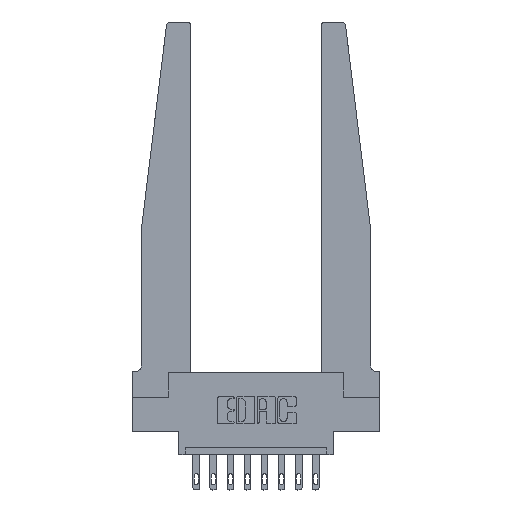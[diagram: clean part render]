
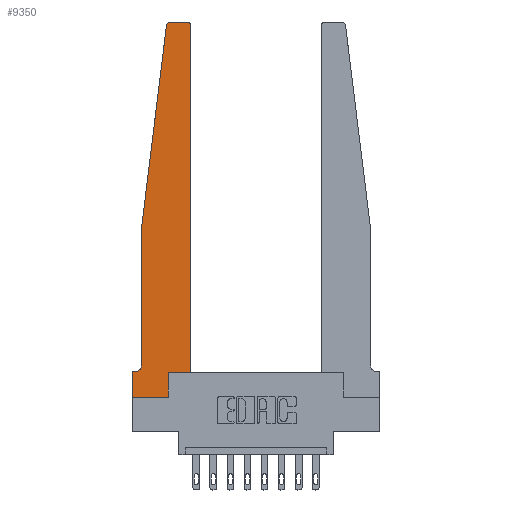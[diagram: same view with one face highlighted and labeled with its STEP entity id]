
A CAD part, top view. The second image highlights one B-rep face of the part: STEP entity #9350.
In plain terms, the highlighted planar face has unit normal (0, 0, 1).
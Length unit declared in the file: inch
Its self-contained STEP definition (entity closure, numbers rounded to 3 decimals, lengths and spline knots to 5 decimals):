
#70 = DIRECTION ( 'NONE',  ( 0., 0., -1. ) ) ;
#459 = ORIENTED_EDGE ( 'NONE', *, *, #12763, .T. ) ;
#584 = VECTOR ( 'NONE', #10195, 39.37008 ) ;
#639 = CARTESIAN_POINT ( 'NONE',  ( 0.27653, 2.72, 0.37 ) ) ;
#822 = CARTESIAN_POINT ( 'NONE',  ( 0.065, 0.2375, 0.37 ) ) ;
#937 = FACE_OUTER_BOUND ( 'NONE', #7256, .T. ) ;
#1032 = VECTOR ( 'NONE', #8518, 39.37008 ) ;
#1210 = DIRECTION ( 'NONE',  ( -1., 0., 0. ) ) ;
#1471 = CARTESIAN_POINT ( 'NONE',  ( 0.425, 2.72, 0.37 ) ) ;
#1662 = CARTESIAN_POINT ( 'NONE',  ( 0., 0., 0.37 ) ) ;
#1711 = LINE ( 'NONE', #10776, #1032 ) ;
#1732 = EDGE_CURVE ( 'NONE', #4659, #5292, #14461, .T. ) ;
#1800 = EDGE_CURVE ( 'NONE', #7046, #4199, #13685, .T. ) ;
#1993 = VERTEX_POINT ( 'NONE', #7507 ) ;
#2395 = VECTOR ( 'NONE', #4618, 39.37008 ) ;
#2457 = ORIENTED_EDGE ( 'NONE', *, *, #4147, .T. ) ;
#2537 = ORIENTED_EDGE ( 'NONE', *, *, #11269, .T. ) ;
#2600 = CARTESIAN_POINT ( 'NONE',  ( 0.015, 0.1875, 0.37 ) ) ;
#3210 = DIRECTION ( 'NONE',  ( 0., 0., 1. ) ) ;
#3335 = EDGE_CURVE ( 'NONE', #1993, #6910, #6026, .T. ) ;
#3383 = CARTESIAN_POINT ( 'NONE',  ( 0., 0., 0.37 ) ) ;
#3504 = CARTESIAN_POINT ( 'NONE',  ( 0.425, 0.18, 0.37 ) ) ;
#4147 = EDGE_CURVE ( 'NONE', #12196, #13037, #11483, .T. ) ;
#4199 = VERTEX_POINT ( 'NONE', #1662 ) ;
#4618 = DIRECTION ( 'NONE',  ( 1., 0., 0. ) ) ;
#4647 = VECTOR ( 'NONE', #7654, 39.37008 ) ;
#4650 = LINE ( 'NONE', #13812, #5499 ) ;
#4659 = VERTEX_POINT ( 'NONE', #8329 ) ;
#4687 = EDGE_CURVE ( 'NONE', #5292, #7315, #9344, .T. ) ;
#4783 = LINE ( 'NONE', #3504, #9413 ) ;
#4893 = CARTESIAN_POINT ( 'NONE',  ( 0., 0.1875, 0.37 ) ) ;
#5272 = ORIENTED_EDGE ( 'NONE', *, *, #13692, .T. ) ;
#5292 = VERTEX_POINT ( 'NONE', #822 ) ;
#5449 = VERTEX_POINT ( 'NONE', #14674 ) ;
#5499 = VECTOR ( 'NONE', #8215, 39.37008 ) ;
#5511 = ORIENTED_EDGE ( 'NONE', *, *, #5606, .T. ) ;
#5527 = AXIS2_PLACEMENT_3D ( 'NONE', #10326, #70, #9361 ) ;
#5549 = CARTESIAN_POINT ( 'NONE',  ( 0.395, 2.72, 0.37 ) ) ;
#5606 = EDGE_CURVE ( 'NONE', #12891, #1993, #7878, .T. ) ;
#5670 = CARTESIAN_POINT ( 'NONE',  ( 0.425, 0.18, 0.37 ) ) ;
#5673 = EDGE_CURVE ( 'NONE', #7315, #7046, #4650, .T. ) ;
#5699 = DIRECTION ( 'NONE',  ( 1., 0., 0. ) ) ;
#5713 = CARTESIAN_POINT ( 'NONE',  ( 0., 0., 0.37 ) ) ;
#5833 = LINE ( 'NONE', #9326, #12229 ) ;
#6026 = LINE ( 'NONE', #11461, #10784 ) ;
#6034 = CARTESIAN_POINT ( 'NONE',  ( 0.2605, 0., 0.37 ) ) ;
#6231 = CARTESIAN_POINT ( 'NONE',  ( 0.2605, 0.18, 0.37 ) ) ;
#6351 = DIRECTION ( 'NONE',  ( 1., 0., 0. ) ) ;
#6387 = ORIENTED_EDGE ( 'NONE', *, *, #8577, .T. ) ;
#6405 = AXIS2_PLACEMENT_3D ( 'NONE', #639, #9779, #6351 ) ;
#6594 = CARTESIAN_POINT ( 'NONE',  ( 0., 0.1875, 0.37 ) ) ;
#6632 = CIRCLE ( 'NONE', #6405, 0.03 ) ;
#6910 = VERTEX_POINT ( 'NONE', #10417 ) ;
#7035 = EDGE_CURVE ( 'NONE', #4199, #11839, #11377, .T. ) ;
#7046 = VERTEX_POINT ( 'NONE', #4893 ) ;
#7069 = ORIENTED_EDGE ( 'NONE', *, *, #1800, .T. ) ;
#7256 = EDGE_LOOP ( 'NONE', ( #9753, #6387, #2537, #9433, #8809, #9401, #7069, #9900, #5272, #2457, #459, #5511 ) ) ;
#7315 = VERTEX_POINT ( 'NONE', #2600 ) ;
#7507 = CARTESIAN_POINT ( 'NONE',  ( 0.395, 2.75, 0.37 ) ) ;
#7654 = DIRECTION ( 'NONE',  ( 0., -1., 0. ) ) ;
#7878 = CIRCLE ( 'NONE', #10999, 0.03 ) ;
#8193 = DIRECTION ( 'NONE',  ( -0.122, -0.992, 0. ) ) ;
#8215 = DIRECTION ( 'NONE',  ( -1., 0., 0. ) ) ;
#8329 = CARTESIAN_POINT ( 'NONE',  ( 0.065, 1.25, 0.37 ) ) ;
#8518 = DIRECTION ( 'NONE',  ( 0., 1., 0. ) ) ;
#8533 = AXIS2_PLACEMENT_3D ( 'NONE', #6594, #3210, #12321 ) ;
#8577 = EDGE_CURVE ( 'NONE', #6910, #5449, #6632, .T. ) ;
#8762 = CARTESIAN_POINT ( 'NONE',  ( 0.065, 1.25, 0.37 ) ) ;
#8809 = ORIENTED_EDGE ( 'NONE', *, *, #4687, .T. ) ;
#8884 = PLANE ( 'NONE',  #8533 ) ;
#9128 = DIRECTION ( 'NONE',  ( 0., 0., 1. ) ) ;
#9326 = CARTESIAN_POINT ( 'NONE',  ( 0.065, 1.25, 0.37 ) ) ;
#9344 = CIRCLE ( 'NONE', #5527, 0.05 ) ;
#9350 = ADVANCED_FACE ( 'NONE', ( #937 ), #8884, .T. ) ;
#9361 = DIRECTION ( 'NONE',  ( -1., 0., 0. ) ) ;
#9401 = ORIENTED_EDGE ( 'NONE', *, *, #5673, .T. ) ;
#9413 = VECTOR ( 'NONE', #14715, 39.37008 ) ;
#9433 = ORIENTED_EDGE ( 'NONE', *, *, #1732, .T. ) ;
#9753 = ORIENTED_EDGE ( 'NONE', *, *, #3335, .T. ) ;
#9779 = DIRECTION ( 'NONE',  ( 0., 0., 1. ) ) ;
#9900 = ORIENTED_EDGE ( 'NONE', *, *, #7035, .T. ) ;
#10195 = DIRECTION ( 'NONE',  ( 0., -1., 0. ) ) ;
#10326 = CARTESIAN_POINT ( 'NONE',  ( 0.015, 0.2375, 0.37 ) ) ;
#10417 = CARTESIAN_POINT ( 'NONE',  ( 0.27653, 2.75, 0.37 ) ) ;
#10776 = CARTESIAN_POINT ( 'NONE',  ( 0.2605, 0.18, 0.37 ) ) ;
#10784 = VECTOR ( 'NONE', #1210, 39.37008 ) ;
#10999 = AXIS2_PLACEMENT_3D ( 'NONE', #5549, #9128, #5699 ) ;
#11269 = EDGE_CURVE ( 'NONE', #5449, #4659, #5833, .T. ) ;
#11377 = LINE ( 'NONE', #5713, #12873 ) ;
#11461 = CARTESIAN_POINT ( 'NONE',  ( 0.25, 2.75, 0.37 ) ) ;
#11483 = LINE ( 'NONE', #5670, #2395 ) ;
#11839 = VERTEX_POINT ( 'NONE', #6034 ) ;
#12196 = VERTEX_POINT ( 'NONE', #6231 ) ;
#12229 = VECTOR ( 'NONE', #8193, 39.37008 ) ;
#12302 = CARTESIAN_POINT ( 'NONE',  ( 0.425, 0.18, 0.37 ) ) ;
#12321 = DIRECTION ( 'NONE',  ( 1., 0., 0. ) ) ;
#12763 = EDGE_CURVE ( 'NONE', #13037, #12891, #4783, .T. ) ;
#12871 = DIRECTION ( 'NONE',  ( 1., 0., 0. ) ) ;
#12873 = VECTOR ( 'NONE', #12871, 39.37008 ) ;
#12891 = VERTEX_POINT ( 'NONE', #1471 ) ;
#13037 = VERTEX_POINT ( 'NONE', #12302 ) ;
#13685 = LINE ( 'NONE', #3383, #584 ) ;
#13692 = EDGE_CURVE ( 'NONE', #11839, #12196, #1711, .T. ) ;
#13812 = CARTESIAN_POINT ( 'NONE',  ( 0.065, 0.1875, 0.37 ) ) ;
#14461 = LINE ( 'NONE', #8762, #4647 ) ;
#14674 = CARTESIAN_POINT ( 'NONE',  ( 0.24675, 2.72367, 0.37 ) ) ;
#14715 = DIRECTION ( 'NONE',  ( 0., 1., 0. ) ) ;
